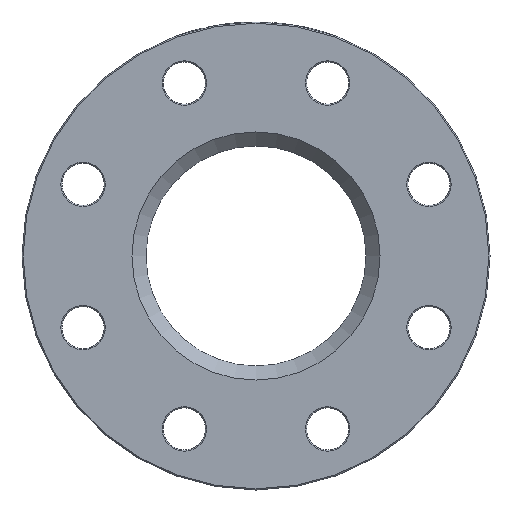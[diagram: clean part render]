
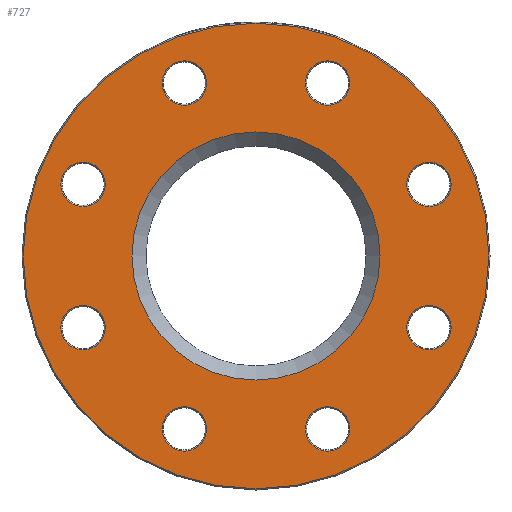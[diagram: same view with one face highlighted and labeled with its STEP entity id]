
A CAD part, left-side view. The second image highlights one B-rep face of the part: STEP entity #727.
In plain terms, the highlighted planar face has unit normal (-1, 0, 0).
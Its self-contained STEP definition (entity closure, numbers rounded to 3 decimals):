
#140 = FACE_BOUND ( 'NONE', #918, .T. ) ;
#170 = DIRECTION ( 'NONE',  ( 0., 0., -1. ) ) ;
#172 = EDGE_CURVE ( 'NONE', #1198, #1198, #2595, .T. ) ;
#209 = AXIS2_PLACEMENT_3D ( 'NONE', #3349, #4660, #747 ) ;
#218 = ORIENTED_EDGE ( 'NONE', *, *, #5395, .T. ) ;
#236 = CARTESIAN_POINT ( 'NONE',  ( 0., -73.91, 30.615 ) ) ;
#306 = AXIS2_PLACEMENT_3D ( 'NONE', #5546, #4189, #4987 ) ;
#388 = DIRECTION ( 'NONE',  ( 0., 0., -1. ) ) ;
#393 = EDGE_LOOP ( 'NONE', ( #3947 ) ) ;
#629 = PLANE ( 'NONE',  #1411 ) ;
#633 = DIRECTION ( 'NONE',  ( 0., 0., -1. ) ) ;
#654 = ORIENTED_EDGE ( 'NONE', *, *, #3472, .T. ) ;
#658 = AXIS2_PLACEMENT_3D ( 'NONE', #2354, #1136, #633 ) ;
#727 = ADVANCED_FACE ( 'NONE', ( #3628, #4544, #1889, #140, #5361, #1027, #4027, #1918, #4483, #5332 ), #629, .F. ) ;
#747 = DIRECTION ( 'NONE',  ( 0., 0., -1. ) ) ;
#748 = CARTESIAN_POINT ( 'NONE',  ( 0., 73.91, 21.115 ) ) ;
#836 = VERTEX_POINT ( 'NONE', #3069 ) ;
#866 = CARTESIAN_POINT ( 'NONE',  ( 0., -30.615, -83.41 ) ) ;
#867 = ORIENTED_EDGE ( 'NONE', *, *, #3971, .T. ) ;
#899 = DIRECTION ( 'NONE',  ( 0., 0., -1. ) ) ;
#918 = EDGE_LOOP ( 'NONE', ( #2995 ) ) ;
#956 = CIRCLE ( 'NONE', #3406, 9.5 ) ;
#991 = AXIS2_PLACEMENT_3D ( 'NONE', #2219, #3928, #899 ) ;
#1007 = EDGE_CURVE ( 'NONE', #3783, #3783, #956, .T. ) ;
#1026 = ORIENTED_EDGE ( 'NONE', *, *, #4741, .T. ) ;
#1027 = FACE_BOUND ( 'NONE', #2548, .T. ) ;
#1126 = DIRECTION ( 'NONE',  ( 0., 0., -1. ) ) ;
#1136 = DIRECTION ( 'NONE',  ( 1., 0., 0. ) ) ;
#1198 = VERTEX_POINT ( 'NONE', #5106 ) ;
#1243 = DIRECTION ( 'NONE',  ( 1., 0., 0. ) ) ;
#1251 = EDGE_LOOP ( 'NONE', ( #654 ) ) ;
#1287 = CIRCLE ( 'NONE', #658, 9.5 ) ;
#1335 = DIRECTION ( 'NONE',  ( 1., 0., 0. ) ) ;
#1350 = CARTESIAN_POINT ( 'NONE',  ( 0., 73.91, -40.115 ) ) ;
#1411 = AXIS2_PLACEMENT_3D ( 'NONE', #5421, #3655, #4110 ) ;
#1469 = EDGE_CURVE ( 'NONE', #4661, #4661, #4775, .T. ) ;
#1610 = DIRECTION ( 'NONE',  ( 1., 0., 0. ) ) ;
#1687 = VERTEX_POINT ( 'NONE', #866 ) ;
#1698 = CARTESIAN_POINT ( 'NONE',  ( 0., 0., 0. ) ) ;
#1823 = EDGE_LOOP ( 'NONE', ( #867 ) ) ;
#1889 = FACE_BOUND ( 'NONE', #4732, .T. ) ;
#1918 = FACE_BOUND ( 'NONE', #4247, .T. ) ;
#1971 = EDGE_LOOP ( 'NONE', ( #2370 ) ) ;
#1992 = DIRECTION ( 'NONE',  ( 1., 0., 0. ) ) ;
#2085 = AXIS2_PLACEMENT_3D ( 'NONE', #4520, #2353, #170 ) ;
#2145 = EDGE_LOOP ( 'NONE', ( #4146 ) ) ;
#2219 = CARTESIAN_POINT ( 'NONE',  ( 0., -30.615, -73.91 ) ) ;
#2274 = CIRCLE ( 'NONE', #4632, 9.5 ) ;
#2353 = DIRECTION ( 'NONE',  ( -1., 0., 0. ) ) ;
#2354 = CARTESIAN_POINT ( 'NONE',  ( 0., 30.615, -73.91 ) ) ;
#2370 = ORIENTED_EDGE ( 'NONE', *, *, #3548, .T. ) ;
#2548 = EDGE_LOOP ( 'NONE', ( #2663 ) ) ;
#2595 = CIRCLE ( 'NONE', #5502, 53. ) ;
#2663 = ORIENTED_EDGE ( 'NONE', *, *, #1007, .T. ) ;
#2677 = EDGE_CURVE ( 'NONE', #3865, #3865, #3964, .T. ) ;
#2890 = CARTESIAN_POINT ( 'NONE',  ( 0., -30.615, 73.91 ) ) ;
#2916 = CARTESIAN_POINT ( 'NONE',  ( 0., -73.91, -40.115 ) ) ;
#2985 = DIRECTION ( 'NONE',  ( 0., 0., -1. ) ) ;
#2995 = ORIENTED_EDGE ( 'NONE', *, *, #5564, .T. ) ;
#3036 = CARTESIAN_POINT ( 'NONE',  ( 0., 30.615, -83.41 ) ) ;
#3069 = CARTESIAN_POINT ( 'NONE',  ( 0., 30.615, 64.41 ) ) ;
#3255 = CARTESIAN_POINT ( 'NONE',  ( 0., 30.615, 73.91 ) ) ;
#3349 = CARTESIAN_POINT ( 'NONE',  ( 0., 73.91, 30.615 ) ) ;
#3406 = AXIS2_PLACEMENT_3D ( 'NONE', #5208, #1335, #388 ) ;
#3472 = EDGE_CURVE ( 'NONE', #5194, #5194, #2274, .T. ) ;
#3548 = EDGE_CURVE ( 'NONE', #1687, #1687, #5260, .T. ) ;
#3628 = FACE_BOUND ( 'NONE', #4317, .T. ) ;
#3655 = DIRECTION ( 'NONE',  ( 1., 0., 0. ) ) ;
#3783 = VERTEX_POINT ( 'NONE', #2916 ) ;
#3865 = VERTEX_POINT ( 'NONE', #1350 ) ;
#3928 = DIRECTION ( 'NONE',  ( 1., 0., 0. ) ) ;
#3947 = ORIENTED_EDGE ( 'NONE', *, *, #2677, .T. ) ;
#3964 = CIRCLE ( 'NONE', #306, 9.5 ) ;
#3971 = EDGE_CURVE ( 'NONE', #4811, #4811, #4549, .T. ) ;
#4027 = FACE_BOUND ( 'NONE', #1971, .T. ) ;
#4041 = AXIS2_PLACEMENT_3D ( 'NONE', #3255, #5499, #4111 ) ;
#4110 = DIRECTION ( 'NONE',  ( 0., 0., -1. ) ) ;
#4111 = DIRECTION ( 'NONE',  ( 0., 0., -1. ) ) ;
#4146 = ORIENTED_EDGE ( 'NONE', *, *, #1469, .T. ) ;
#4189 = DIRECTION ( 'NONE',  ( 1., 0., 0. ) ) ;
#4211 = DIRECTION ( 'NONE',  ( 0., 0., -1. ) ) ;
#4217 = AXIS2_PLACEMENT_3D ( 'NONE', #2890, #1610, #4211 ) ;
#4247 = EDGE_LOOP ( 'NONE', ( #1026 ) ) ;
#4316 = CIRCLE ( 'NONE', #4041, 9.5 ) ;
#4317 = EDGE_LOOP ( 'NONE', ( #5279 ) ) ;
#4409 = CARTESIAN_POINT ( 'NONE',  ( 0., -30.615, 64.41 ) ) ;
#4483 = FACE_BOUND ( 'NONE', #393, .T. ) ;
#4520 = CARTESIAN_POINT ( 'NONE',  ( 0., 0., 0. ) ) ;
#4544 = FACE_OUTER_BOUND ( 'NONE', #1823, .T. ) ;
#4549 = CIRCLE ( 'NONE', #2085, 99.5 ) ;
#4632 = AXIS2_PLACEMENT_3D ( 'NONE', #236, #1992, #1126 ) ;
#4660 = DIRECTION ( 'NONE',  ( 1., 0., 0. ) ) ;
#4661 = VERTEX_POINT ( 'NONE', #748 ) ;
#4732 = EDGE_LOOP ( 'NONE', ( #218 ) ) ;
#4741 = EDGE_CURVE ( 'NONE', #4836, #4836, #1287, .T. ) ;
#4775 = CIRCLE ( 'NONE', #209, 9.5 ) ;
#4783 = CARTESIAN_POINT ( 'NONE',  ( 0., -73.91, 21.115 ) ) ;
#4811 = VERTEX_POINT ( 'NONE', #4866 ) ;
#4836 = VERTEX_POINT ( 'NONE', #3036 ) ;
#4866 = CARTESIAN_POINT ( 'NONE',  ( 0., 0., -99.5 ) ) ;
#4946 = CIRCLE ( 'NONE', #4217, 9.5 ) ;
#4987 = DIRECTION ( 'NONE',  ( 0., 0., -1. ) ) ;
#5106 = CARTESIAN_POINT ( 'NONE',  ( 0., 0., -53. ) ) ;
#5194 = VERTEX_POINT ( 'NONE', #4783 ) ;
#5208 = CARTESIAN_POINT ( 'NONE',  ( 0., -73.91, -30.615 ) ) ;
#5251 = VERTEX_POINT ( 'NONE', #4409 ) ;
#5260 = CIRCLE ( 'NONE', #991, 9.5 ) ;
#5279 = ORIENTED_EDGE ( 'NONE', *, *, #172, .T. ) ;
#5332 = FACE_BOUND ( 'NONE', #2145, .T. ) ;
#5361 = FACE_BOUND ( 'NONE', #1251, .T. ) ;
#5395 = EDGE_CURVE ( 'NONE', #836, #836, #4316, .T. ) ;
#5421 = CARTESIAN_POINT ( 'NONE',  ( 0., 47., 0. ) ) ;
#5499 = DIRECTION ( 'NONE',  ( 1., 0., 0. ) ) ;
#5502 = AXIS2_PLACEMENT_3D ( 'NONE', #1698, #1243, #2985 ) ;
#5546 = CARTESIAN_POINT ( 'NONE',  ( 0., 73.91, -30.615 ) ) ;
#5564 = EDGE_CURVE ( 'NONE', #5251, #5251, #4946, .T. ) ;
